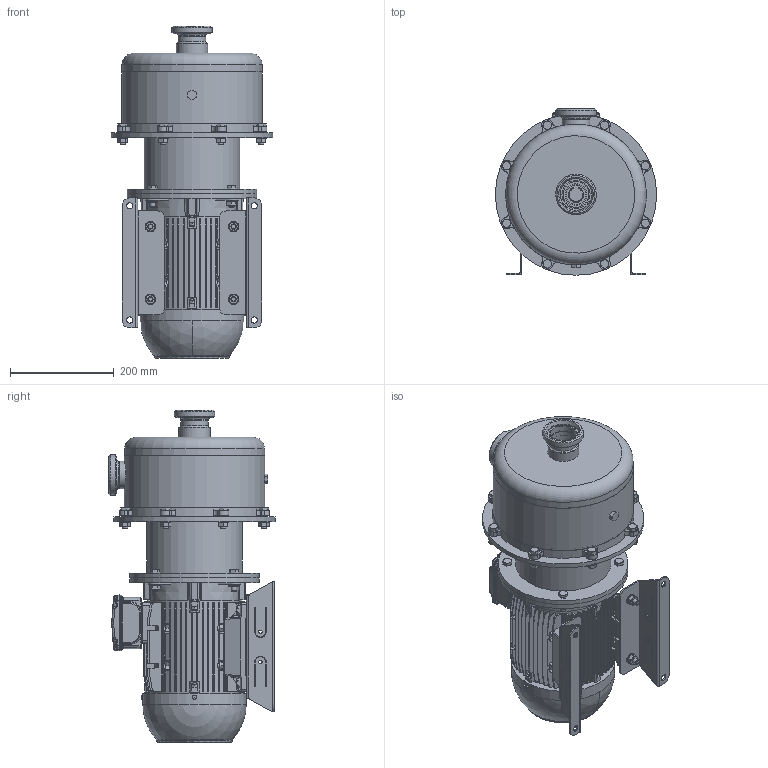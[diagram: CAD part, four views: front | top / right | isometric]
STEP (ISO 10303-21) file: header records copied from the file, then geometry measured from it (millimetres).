
FILE_DESCRIPTION(('STEP AP203'), '1');
FILE_NAME('Ýëåêòðîíàñîñíûé àãðåãàò ÎÍÖñ12,5_50Ê5-5,5_2_2', '2016-09-14T13:38:06', ('UNSPECIFIED'), ('UNSPECIFIED'), 'ASCON STEP Converter 1.3', 'ASCON Math Kernel', '');
FILE_SCHEMA(('CONFIG_CONTROL_DESIGN'));
Length unit declared in the file: millimetre
Products named in the file (12): Ýëåêòðîíàñîñíûé àãðåãàò ÎÍÖñ 25_30Ê5-5,5_2; Áîëò Ì10; ﾘ琺矜; Ãàéêà; Îòâîä 25_30; 楋樏襝鍱睯蜬蠈錪 100L; 署赅 赅耱瘙腓; Ïîäâîä 25_30 Ïðîäîëæåíèå; 婜縺蹞 25_30; Êàñòðþëÿ 25_30; 扻錪犩 25_30
Assembly tree (58 placements, depth 2):
  Ýëåêòðîíàñîñíûé àãðåãàò ÎÍÖñ 25_30Ê5-5,5_2
    Áîëò Ì10  x16
    ﾘ琺矜  x16
    Ãàéêà  x16
    Îòâîä 25_30  x2
    楋樏襝鍱睯蜬蠈錪 100L
    署赅 赅耱瘙腓
    Ïîäâîä 25_30 Ïðîäîëæåíèå
    婜縺蹞 25_30
    Êàñòðþëÿ 25_30
    扻錪犩 25_30
    (unnamed)  x2
Bounding box: 310.51 x 320.26 x 639.05 mm (x, y, z)
Volume: 10568761.1 mm3; surface area: 1524254.6 mm2
Topology: 59 solids, 59 shells, 3544 faces, 8855 edges, 5643 vertices
Faces by surface type: plane 2270, cylinder 609, cone 408, torus 124, bspline 117, sphere 16
Full cylindrical faces by diameter (mm): 5.878 x11, 6.7 x4, 8 x8, 8.1 x3, 8.5 x16, 10 x16, 10.2 x4, 10.5 x4, 11 x16, 12 x32, 15 x8, 20 x16, 27.6 x1, 28 x1, 30 x1, 38 x1, 42 x1, 50 x4, 53 x4, 54 x2, 55 x1, 60 x1, 61.02 x2, 62 x1, 78 x2, 145 x1, 171 x1, 180 x1, 184 x1, 199 x1
Entity records: 122059 total; most frequent: CARTESIAN_POINT 30684, ORIENTED_EDGE 14316, DIRECTION 13021, EDGE_CURVE 7158, LINE 5053, VECTOR 5053, VERTEX_POINT 4722, AXIS2_PLACEMENT_3D 3984
